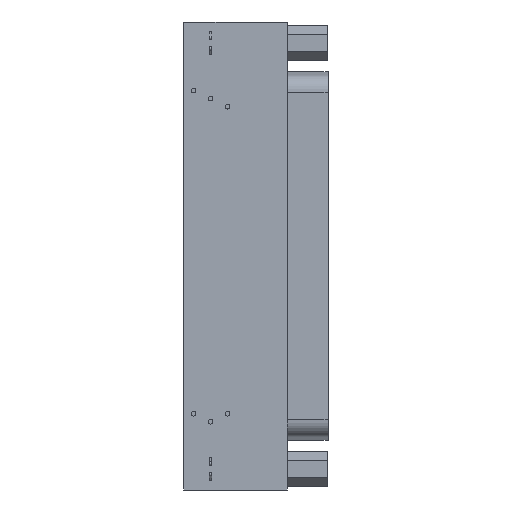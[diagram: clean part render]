
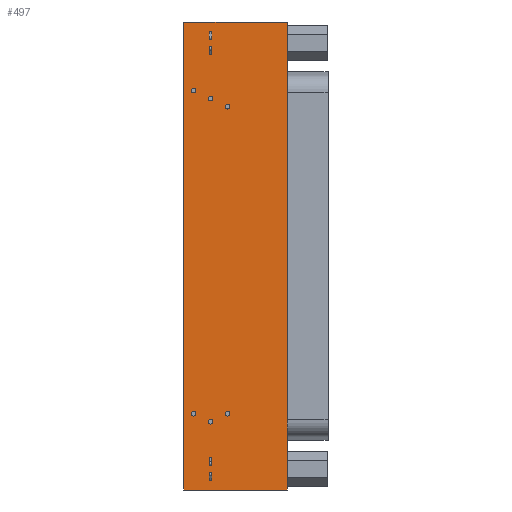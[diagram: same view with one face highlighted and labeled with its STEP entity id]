
A CAD part, front view. The second image highlights one B-rep face of the part: STEP entity #497.
In plain terms, the highlighted planar face has unit normal (0, -1, 0).
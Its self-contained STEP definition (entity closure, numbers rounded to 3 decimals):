
#372=FACE_BOUND('',#768,.T.);
#373=FACE_BOUND('',#769,.T.);
#374=FACE_BOUND('',#770,.T.);
#375=FACE_BOUND('',#771,.T.);
#376=FACE_BOUND('',#772,.T.);
#377=FACE_BOUND('',#773,.T.);
#378=FACE_BOUND('',#774,.T.);
#379=FACE_BOUND('',#775,.T.);
#380=FACE_BOUND('',#776,.T.);
#381=FACE_BOUND('',#777,.T.);
#382=FACE_BOUND('',#778,.T.);
#497=ADVANCED_FACE('',(#372,#373,#374,#375,#376,#377,#378,#379,#380,#381,
#382),#568,.T.);
#568=PLANE('',#2832);
#768=EDGE_LOOP('',(#1212,#1213,#1214,#1215));
#769=EDGE_LOOP('',(#1216,#1217,#1218,#1219));
#770=EDGE_LOOP('',(#1220,#1221,#1222,#1223));
#771=EDGE_LOOP('',(#1224,#1225,#1226,#1227));
#772=EDGE_LOOP('',(#1228));
#773=EDGE_LOOP('',(#1229));
#774=EDGE_LOOP('',(#1230));
#775=EDGE_LOOP('',(#1231));
#776=EDGE_LOOP('',(#1232));
#777=EDGE_LOOP('',(#1233));
#778=EDGE_LOOP('',(#1234,#1235,#1236,#1237));
#798=CIRCLE('',#2734,0.35);
#800=CIRCLE('',#2738,0.35);
#802=CIRCLE('',#2742,0.35);
#804=CIRCLE('',#2746,0.35);
#806=CIRCLE('',#2750,0.35);
#808=CIRCLE('',#2754,0.35);
#1212=ORIENTED_EDGE('',*,*,#1602,.T.);
#1213=ORIENTED_EDGE('',*,*,#1414,.T.);
#1214=ORIENTED_EDGE('',*,*,#1398,.T.);
#1215=ORIENTED_EDGE('',*,*,#1603,.T.);
#1216=ORIENTED_EDGE('',*,*,#1435,.T.);
#1217=ORIENTED_EDGE('',*,*,#1418,.T.);
#1218=ORIENTED_EDGE('',*,*,#1428,.T.);
#1219=ORIENTED_EDGE('',*,*,#1430,.T.);
#1220=ORIENTED_EDGE('',*,*,#1456,.T.);
#1221=ORIENTED_EDGE('',*,*,#1451,.T.);
#1222=ORIENTED_EDGE('',*,*,#1453,.T.);
#1223=ORIENTED_EDGE('',*,*,#1455,.T.);
#1224=ORIENTED_EDGE('',*,*,#1477,.T.);
#1225=ORIENTED_EDGE('',*,*,#1460,.T.);
#1226=ORIENTED_EDGE('',*,*,#1470,.T.);
#1227=ORIENTED_EDGE('',*,*,#1472,.T.);
#1228=ORIENTED_EDGE('',*,*,#1479,.T.);
#1229=ORIENTED_EDGE('',*,*,#1481,.T.);
#1230=ORIENTED_EDGE('',*,*,#1483,.T.);
#1231=ORIENTED_EDGE('',*,*,#1485,.T.);
#1232=ORIENTED_EDGE('',*,*,#1487,.T.);
#1233=ORIENTED_EDGE('',*,*,#1489,.T.);
#1234=ORIENTED_EDGE('',*,*,#1601,.T.);
#1235=ORIENTED_EDGE('',*,*,#1579,.T.);
#1236=ORIENTED_EDGE('',*,*,#1590,.T.);
#1237=ORIENTED_EDGE('',*,*,#1595,.F.);
#1249=VERTEX_POINT('',#3483);
#1251=VERTEX_POINT('',#3486);
#1261=VERTEX_POINT('',#3516);
#1262=VERTEX_POINT('',#3520);
#1265=VERTEX_POINT('',#3525);
#1272=VERTEX_POINT('',#3545);
#1274=VERTEX_POINT('',#3550);
#1286=VERTEX_POINT('',#3590);
#1287=VERTEX_POINT('',#3592);
#1288=VERTEX_POINT('',#3596);
#1289=VERTEX_POINT('',#3600);
#1290=VERTEX_POINT('',#3606);
#1293=VERTEX_POINT('',#3611);
#1300=VERTEX_POINT('',#3631);
#1302=VERTEX_POINT('',#3636);
#1305=VERTEX_POINT('',#3652);
#1307=VERTEX_POINT('',#3658);
#1309=VERTEX_POINT('',#3664);
#1311=VERTEX_POINT('',#3670);
#1313=VERTEX_POINT('',#3676);
#1315=VERTEX_POINT('',#3682);
#1382=VERTEX_POINT('',#3880);
#1383=VERTEX_POINT('',#3882);
#1391=VERTEX_POINT('',#3905);
#1395=VERTEX_POINT('',#3915);
#1396=VERTEX_POINT('',#3929);
#1398=EDGE_CURVE('',#1251,#1249,#1802,.T.);
#1414=EDGE_CURVE('',#1261,#1251,#1814,.T.);
#1418=EDGE_CURVE('',#1262,#1265,#1818,.T.);
#1428=EDGE_CURVE('',#1265,#1272,#1825,.T.);
#1430=EDGE_CURVE('',#1272,#1274,#1827,.T.);
#1435=EDGE_CURVE('',#1274,#1262,#1831,.T.);
#1451=EDGE_CURVE('',#1286,#1287,#1843,.T.);
#1453=EDGE_CURVE('',#1287,#1288,#1845,.T.);
#1455=EDGE_CURVE('',#1288,#1289,#1847,.T.);
#1456=EDGE_CURVE('',#1289,#1286,#1848,.T.);
#1460=EDGE_CURVE('',#1290,#1293,#1852,.T.);
#1470=EDGE_CURVE('',#1293,#1300,#1859,.T.);
#1472=EDGE_CURVE('',#1300,#1302,#1861,.T.);
#1477=EDGE_CURVE('',#1302,#1290,#1865,.T.);
#1479=EDGE_CURVE('',#1305,#1305,#798,.T.);
#1481=EDGE_CURVE('',#1307,#1307,#800,.T.);
#1483=EDGE_CURVE('',#1309,#1309,#802,.T.);
#1485=EDGE_CURVE('',#1311,#1311,#804,.T.);
#1487=EDGE_CURVE('',#1313,#1313,#806,.T.);
#1489=EDGE_CURVE('',#1315,#1315,#808,.T.);
#1579=EDGE_CURVE('',#1382,#1383,#1931,.T.);
#1590=EDGE_CURVE('',#1383,#1391,#1942,.T.);
#1595=EDGE_CURVE('',#1395,#1391,#1947,.T.);
#1601=EDGE_CURVE('',#1395,#1382,#1953,.T.);
#1602=EDGE_CURVE('',#1396,#1261,#1954,.T.);
#1603=EDGE_CURVE('',#1249,#1396,#1955,.T.);
#1802=LINE('',#3485,#2007);
#1814=LINE('',#3517,#2019);
#1818=LINE('',#3526,#2023);
#1825=LINE('',#3546,#2030);
#1827=LINE('',#3551,#2032);
#1831=LINE('',#3560,#2036);
#1843=LINE('',#3593,#2048);
#1845=LINE('',#3597,#2050);
#1847=LINE('',#3601,#2052);
#1848=LINE('',#3603,#2053);
#1852=LINE('',#3612,#2057);
#1859=LINE('',#3632,#2064);
#1861=LINE('',#3637,#2066);
#1865=LINE('',#3646,#2070);
#1931=LINE('',#3883,#2136);
#1942=LINE('',#3906,#2147);
#1947=LINE('',#3916,#2152);
#1953=LINE('',#3926,#2158);
#1954=LINE('',#3928,#2159);
#1955=LINE('',#3930,#2160);
#2007=VECTOR('',#2887,1.);
#2019=VECTOR('',#2917,1.);
#2023=VECTOR('',#2923,1.);
#2030=VECTOR('',#2942,1.);
#2032=VECTOR('',#2946,1.);
#2036=VECTOR('',#2958,1.);
#2048=VECTOR('',#2988,1.);
#2050=VECTOR('',#2992,1.);
#2052=VECTOR('',#2996,1.);
#2053=VECTOR('',#2999,1.);
#2057=VECTOR('',#3005,1.);
#2064=VECTOR('',#3024,1.);
#2066=VECTOR('',#3028,1.);
#2070=VECTOR('',#3040,1.);
#2136=VECTOR('',#3288,1.);
#2147=VECTOR('',#3307,1.);
#2152=VECTOR('',#3314,1.);
#2158=VECTOR('',#3328,1.);
#2159=VECTOR('',#3331,1.);
#2160=VECTOR('',#3332,1.);
#2734=AXIS2_PLACEMENT_3D('',#3651,#3047,#3048);
#2738=AXIS2_PLACEMENT_3D('',#3657,#3055,#3056);
#2742=AXIS2_PLACEMENT_3D('',#3663,#3063,#3064);
#2746=AXIS2_PLACEMENT_3D('',#3669,#3071,#3072);
#2750=AXIS2_PLACEMENT_3D('',#3675,#3079,#3080);
#2754=AXIS2_PLACEMENT_3D('',#3681,#3087,#3088);
#2832=AXIS2_PLACEMENT_3D('',#3931,#3333,#3334);
#2887=DIRECTION('',(0.,0.,1.));
#2917=DIRECTION('',(-1.,0.,0.));
#2923=DIRECTION('',(-1.,0.,0.));
#2942=DIRECTION('',(0.,0.,1.));
#2946=DIRECTION('',(1.,0.,0.));
#2958=DIRECTION('',(0.,0.,-1.));
#2988=DIRECTION('',(-1.,0.,0.));
#2992=DIRECTION('',(0.,0.,1.));
#2996=DIRECTION('',(1.,0.,0.));
#2999=DIRECTION('',(0.,0.,-1.));
#3005=DIRECTION('',(-1.,0.,0.));
#3024=DIRECTION('',(0.,0.,1.));
#3028=DIRECTION('',(1.,0.,0.));
#3040=DIRECTION('',(0.,0.,-1.));
#3047=DIRECTION('',(0.,1.,0.));
#3048=DIRECTION('',(0.,0.,-1.));
#3055=DIRECTION('',(0.,1.,0.));
#3056=DIRECTION('',(0.,0.,-1.));
#3063=DIRECTION('',(0.,1.,0.));
#3064=DIRECTION('',(0.,0.,-1.));
#3071=DIRECTION('',(0.,1.,0.));
#3072=DIRECTION('',(0.,0.,-1.));
#3079=DIRECTION('',(0.,1.,0.));
#3080=DIRECTION('',(0.,0.,-1.));
#3087=DIRECTION('',(0.,1.,0.));
#3088=DIRECTION('',(0.,0.,-1.));
#3288=DIRECTION('',(0.,0.,1.));
#3307=DIRECTION('',(-1.,0.,0.));
#3314=DIRECTION('',(0.,0.,1.));
#3328=DIRECTION('',(1.,0.,0.));
#3331=DIRECTION('',(0.,0.,-1.));
#3332=DIRECTION('',(1.,0.,0.));
#3333=DIRECTION('',(0.,-1.,0.));
#3334=DIRECTION('',(1.,0.,0.));
#3483=CARTESIAN_POINT('',(29.334,-10.03,66.1));
#3485=CARTESIAN_POINT('',(29.334,-10.03,65.6));
#3486=CARTESIAN_POINT('',(29.334,-10.03,65.6));
#3516=CARTESIAN_POINT('',(29.734,-10.03,65.6));
#3517=CARTESIAN_POINT('',(29.734,-10.03,65.6));
#3520=CARTESIAN_POINT('',(29.734,-10.03,67.2));
#3525=CARTESIAN_POINT('',(29.334,-10.03,67.2));
#3526=CARTESIAN_POINT('',(29.734,-10.03,67.2));
#3545=CARTESIAN_POINT('',(29.334,-10.03,67.7));
#3546=CARTESIAN_POINT('',(29.334,-10.03,67.2));
#3550=CARTESIAN_POINT('',(29.734,-10.03,67.7));
#3551=CARTESIAN_POINT('',(29.334,-10.03,67.7));
#3560=CARTESIAN_POINT('',(29.734,-10.03,67.7));
#3590=CARTESIAN_POINT('',(29.734,-10.03,2.1));
#3592=CARTESIAN_POINT('',(29.334,-10.03,2.1));
#3593=CARTESIAN_POINT('',(29.734,-10.03,2.1));
#3596=CARTESIAN_POINT('',(29.334,-10.03,2.6));
#3597=CARTESIAN_POINT('',(29.334,-10.03,2.1));
#3600=CARTESIAN_POINT('',(29.734,-10.03,2.6));
#3601=CARTESIAN_POINT('',(29.334,-10.03,2.6));
#3603=CARTESIAN_POINT('',(29.734,-10.03,2.6));
#3606=CARTESIAN_POINT('',(29.734,-10.03,3.7));
#3611=CARTESIAN_POINT('',(29.334,-10.03,3.7));
#3612=CARTESIAN_POINT('',(29.734,-10.03,3.7));
#3631=CARTESIAN_POINT('',(29.334,-10.03,4.2));
#3632=CARTESIAN_POINT('',(29.334,-10.03,3.7));
#3636=CARTESIAN_POINT('',(29.734,-10.03,4.2));
#3637=CARTESIAN_POINT('',(29.334,-10.03,4.2));
#3646=CARTESIAN_POINT('',(29.734,-10.03,4.2));
#3651=CARTESIAN_POINT('',(26.994,-10.03,11.38));
#3652=CARTESIAN_POINT('',(26.994,-10.03,11.03));
#3657=CARTESIAN_POINT('',(26.994,-10.03,59.58));
#3658=CARTESIAN_POINT('',(26.994,-10.03,59.23));
#3663=CARTESIAN_POINT('',(29.534,-10.03,10.18));
#3664=CARTESIAN_POINT('',(29.534,-10.03,9.83));
#3669=CARTESIAN_POINT('',(29.534,-10.03,58.38));
#3670=CARTESIAN_POINT('',(29.534,-10.03,58.03));
#3675=CARTESIAN_POINT('',(32.074,-10.03,11.38));
#3676=CARTESIAN_POINT('',(32.074,-10.03,11.03));
#3681=CARTESIAN_POINT('',(32.074,-10.03,57.17));
#3682=CARTESIAN_POINT('',(32.074,-10.03,56.82));
#3880=CARTESIAN_POINT('',(40.964,-10.03,0.));
#3882=CARTESIAN_POINT('',(40.964,-10.03,69.8));
#3883=CARTESIAN_POINT('',(40.964,-10.03,0.));
#3905=CARTESIAN_POINT('',(25.564,-10.03,69.8));
#3906=CARTESIAN_POINT('',(40.964,-10.03,69.8));
#3915=CARTESIAN_POINT('',(25.564,-10.03,0.));
#3916=CARTESIAN_POINT('',(25.564,-10.03,0.));
#3926=CARTESIAN_POINT('',(25.564,-10.03,0.));
#3928=CARTESIAN_POINT('',(29.734,-10.03,66.1));
#3929=CARTESIAN_POINT('',(29.734,-10.03,66.1));
#3930=CARTESIAN_POINT('',(29.334,-10.03,66.1));
#3931=CARTESIAN_POINT('',(25.564,-10.03,0.));
